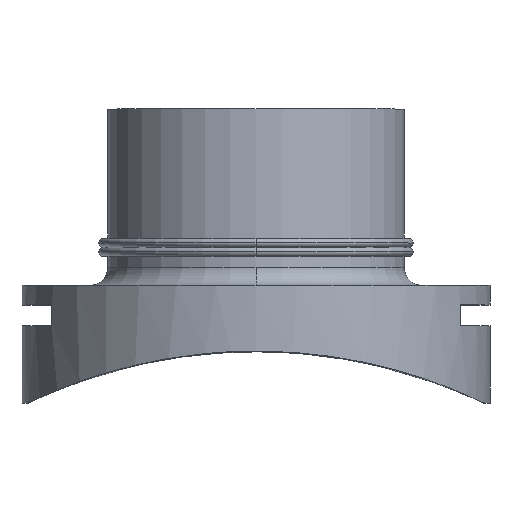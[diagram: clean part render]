
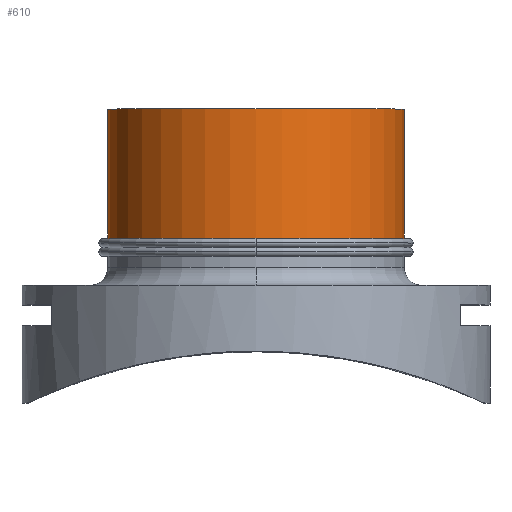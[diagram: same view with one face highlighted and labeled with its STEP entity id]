
A CAD part, top view. The second image highlights one B-rep face of the part: STEP entity #610.
In plain terms, the highlighted cylindrical face has radius 225 mm (diameter 450 mm), a partial arc.
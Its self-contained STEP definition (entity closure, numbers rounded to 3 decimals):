
#272 = EDGE_CURVE( '', #586, #626, #757, .T. );
#284 = VERTEX_POINT( '', #770 );
#342 = EDGE_CURVE( '', #284, #484, #833, .T. );
#484 = VERTEX_POINT( '', #993 );
#586 = VERTEX_POINT( '', #1108 );
#600 = EDGE_CURVE( '', #626, #652, #1123, .T. );
#610 = ADVANCED_FACE( '', ( #1134 ), #1135, .T. );
#626 = VERTEX_POINT( '', #1154 );
#650 = EDGE_CURVE( '', #484, #586, #1178, .T. );
#652 = VERTEX_POINT( '', #1180 );
#684 = EDGE_CURVE( '', #652, #284, #1215, .T. );
#757 = LINE( '', #1292, #1293 );
#770 = CARTESIAN_POINT( '', ( -225., 242.75, 0. ) );
#833 = CIRCLE( '', #1421, 225. );
#993 = CARTESIAN_POINT( '', ( 0., 242.75, 225. ) );
#1108 = CARTESIAN_POINT( '', ( 225., 242.75, 0. ) );
#1123 = CIRCLE( '', #1957, 225. );
#1134 = FACE_OUTER_BOUND( '', #1968, .T. );
#1135 = CYLINDRICAL_SURFACE( '', #1969, 225. );
#1154 = CARTESIAN_POINT( '', ( 225., 446., 0. ) );
#1178 = CIRCLE( '', #2060, 225. );
#1180 = CARTESIAN_POINT( '', ( -225., 446., 0. ) );
#1215 = LINE( '', #2112, #2113 );
#1292 = CARTESIAN_POINT( '', ( 225., 325.833, 0. ) );
#1293 = VECTOR( '', #2228, 1. );
#1421 = AXIS2_PLACEMENT_3D( '', #2314, #2315, #2316 );
#1957 = AXIS2_PLACEMENT_3D( '', #2679, #2680, #2681 );
#1968 = EDGE_LOOP( '', ( #2690, #2691, #2692, #2693, #2694 ) );
#1969 = AXIS2_PLACEMENT_3D( '', #2695, #2696, #2697 );
#2060 = AXIS2_PLACEMENT_3D( '', #2741, #2742, #2743 );
#2112 = CARTESIAN_POINT( '', ( -225., 325.833, 0. ) );
#2113 = VECTOR( '', #2785, 1. );
#2228 = DIRECTION( '', ( 0., 1., 0. ) );
#2314 = CARTESIAN_POINT( '', ( 0., 242.75, 0. ) );
#2315 = DIRECTION( '', ( 0., 1., 0. ) );
#2316 = DIRECTION( '', ( -1., 0., 0. ) );
#2679 = CARTESIAN_POINT( '', ( 0., 446., 0. ) );
#2680 = DIRECTION( '', ( 0., -1., 0. ) );
#2681 = DIRECTION( '', ( -1., 0., 0. ) );
#2690 = ORIENTED_EDGE( '', *, *, #684, .T. );
#2691 = ORIENTED_EDGE( '', *, *, #342, .T. );
#2692 = ORIENTED_EDGE( '', *, *, #650, .T. );
#2693 = ORIENTED_EDGE( '', *, *, #272, .T. );
#2694 = ORIENTED_EDGE( '', *, *, #600, .T. );
#2695 = CARTESIAN_POINT( '', ( 0., 325.833, 0. ) );
#2696 = DIRECTION( '', ( 0., 1., 0. ) );
#2697 = DIRECTION( '', ( -1., 0., 0. ) );
#2741 = CARTESIAN_POINT( '', ( 0., 242.75, 0. ) );
#2742 = DIRECTION( '', ( 0., 1., 0. ) );
#2743 = DIRECTION( '', ( -1., 0., 0. ) );
#2785 = DIRECTION( '', ( 0., -1., 0. ) );
